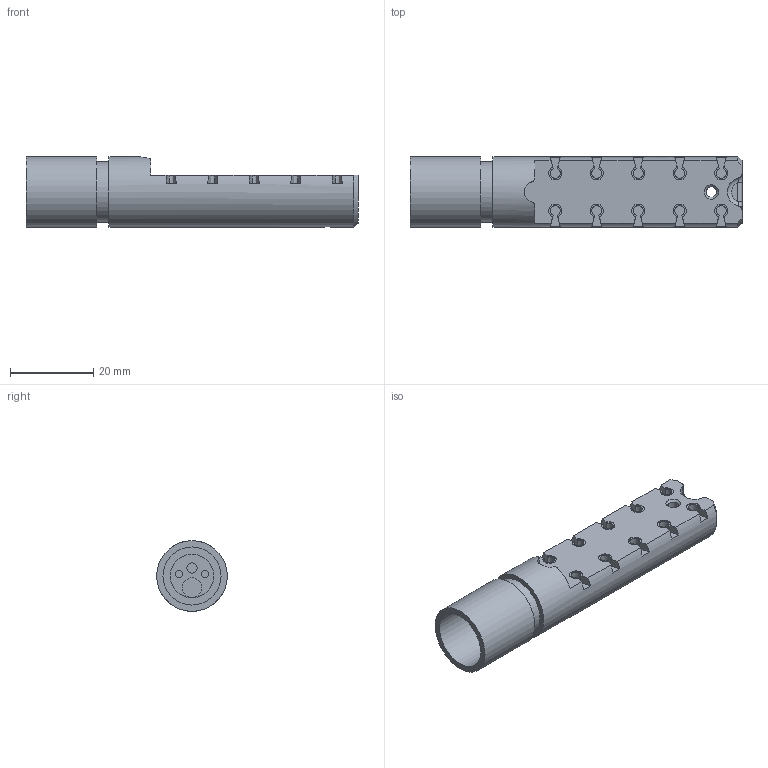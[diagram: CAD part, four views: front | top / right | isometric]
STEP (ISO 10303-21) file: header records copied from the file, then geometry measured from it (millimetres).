
FILE_DESCRIPTION(/* description */ ('STEP AP242','CAx-IF Rec.Pracs.---Representation and Presentation of Product Manufacturing Information (PMI)---4.0---2014-10-13','CAx-IF Rec.Pracs.---3D Tessellated Geometry---0.4---2014-09-14','2;1'),/* implementation_level */ '2;1');
FILE_NAME(/* name */ '678805611ccf823774d3c026',/* time_stamp */ '2025-01-15T18:58:41Z',/* author */ (''),/* organization */ (''),/* preprocessor_version */ 'ST-DEVELOPER v20',/* originating_system */ 'ONSHAPE BY PTC INC, 1.192',/* authorisation */ ' ');
FILE_SCHEMA (('AP242_MANAGED_MODEL_BASED_3D_ENGINEERING_MIM_LF { 1 0 10303 442 1 1 4 }'));
Length unit declared in the file: metre
Products named in the file (1): Part 2
Bounding box: 80 x 17 x 17 mm (x, y, z)
Volume: 11220 mm3; surface area: 7001.3 mm2
Topology: 1 solids, 1 shells, 96 faces, 254 edges, 168 vertices
Faces by surface type: plane 54, cylinder 37, cone 2, bspline 2, torus 1
Full cylindrical faces by diameter (mm): 1.8 x2, 2.5 x2, 4.763 x1, 10.5 x1, 14 x1, 14.5 x1, 17 x2
Entity records: 2998 total; most frequent: CARTESIAN_POINT 576, DIRECTION 516, ORIENTED_EDGE 482, EDGE_CURVE 241, AXIS2_PLACEMENT_3D 190, VERTEX_POINT 166, LINE 136, VECTOR 136
